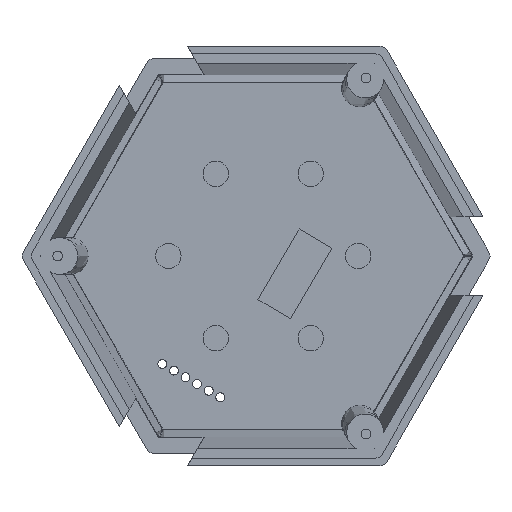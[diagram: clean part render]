
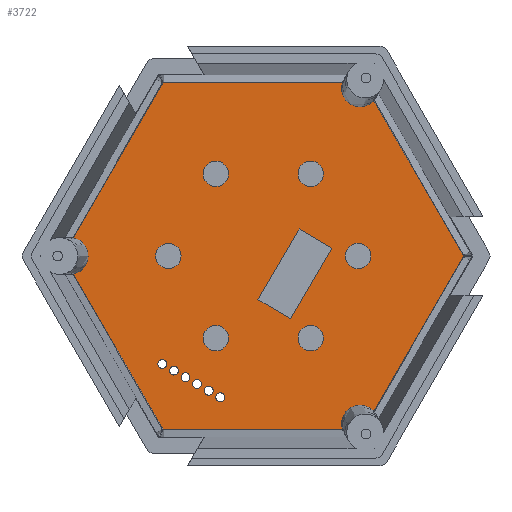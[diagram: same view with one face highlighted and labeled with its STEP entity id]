
A CAD part, front view. The second image highlights one B-rep face of the part: STEP entity #3722.
In plain terms, the highlighted planar face has unit normal (0, -1, 0).
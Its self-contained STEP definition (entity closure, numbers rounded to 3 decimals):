
#77=CIRCLE('',#3953,0.85);
#78=CIRCLE('',#3955,0.85);
#79=CIRCLE('',#3957,0.85);
#80=CIRCLE('',#3959,0.85);
#81=CIRCLE('',#3961,0.85);
#82=CIRCLE('',#3963,0.85);
#83=CIRCLE('',#3965,2.405);
#84=CIRCLE('',#3967,2.405);
#85=CIRCLE('',#3969,2.405);
#86=CIRCLE('',#3971,2.405);
#87=CIRCLE('',#3973,2.405);
#88=CIRCLE('',#3975,2.405);
#117=FACE_BOUND('',#553,.T.);
#118=FACE_BOUND('',#554,.T.);
#119=FACE_BOUND('',#555,.T.);
#120=FACE_BOUND('',#556,.T.);
#121=FACE_BOUND('',#557,.T.);
#122=FACE_BOUND('',#558,.T.);
#123=FACE_BOUND('',#559,.T.);
#124=FACE_BOUND('',#560,.T.);
#125=FACE_BOUND('',#561,.T.);
#126=FACE_BOUND('',#562,.T.);
#127=FACE_BOUND('',#563,.T.);
#128=FACE_BOUND('',#564,.T.);
#129=FACE_BOUND('',#565,.T.);
#332=FACE_OUTER_BOUND('',#552,.T.);
#552=EDGE_LOOP('',(#3314,#3315,#3316,#3317,#3318,#3319));
#553=EDGE_LOOP('',(#3320,#3321,#3322,#3323));
#554=EDGE_LOOP('',(#3324));
#555=EDGE_LOOP('',(#3325));
#556=EDGE_LOOP('',(#3326));
#557=EDGE_LOOP('',(#3327));
#558=EDGE_LOOP('',(#3328));
#559=EDGE_LOOP('',(#3329));
#560=EDGE_LOOP('',(#3330));
#561=EDGE_LOOP('',(#3331));
#562=EDGE_LOOP('',(#3332));
#563=EDGE_LOOP('',(#3333));
#564=EDGE_LOOP('',(#3334));
#565=EDGE_LOOP('',(#3335));
#594=LINE('',#5005,#1047);
#613=LINE('',#5042,#1066);
#654=LINE('',#5147,#1107);
#668=LINE('',#5174,#1121);
#709=LINE('',#5266,#1162);
#720=LINE('',#5286,#1173);
#776=LINE('',#5431,#1229);
#780=LINE('',#5439,#1233);
#783=LINE('',#5445,#1236);
#786=LINE('',#5450,#1239);
#1047=VECTOR('',#4032,10.);
#1066=VECTOR('',#4053,10.);
#1107=VECTOR('',#4138,10.);
#1121=VECTOR('',#4154,10.);
#1162=VECTOR('',#4227,10.);
#1173=VECTOR('',#4240,10.);
#1229=VECTOR('',#4374,10.);
#1233=VECTOR('',#4380,10.);
#1236=VECTOR('',#4385,10.);
#1239=VECTOR('',#4390,10.);
#1497=VERTEX_POINT('',#5002);
#1498=VERTEX_POINT('',#5004);
#1515=VERTEX_POINT('',#5040);
#1557=VERTEX_POINT('',#5145);
#1569=VERTEX_POINT('',#5172);
#1604=VERTEX_POINT('',#5264);
#1661=VERTEX_POINT('',#5429);
#1662=VERTEX_POINT('',#5430);
#1665=VERTEX_POINT('',#5438);
#1667=VERTEX_POINT('',#5444);
#1799=VERTEX_POINT('',#5947);
#1800=VERTEX_POINT('',#5951);
#1801=VERTEX_POINT('',#5955);
#1802=VERTEX_POINT('',#5959);
#1803=VERTEX_POINT('',#5963);
#1804=VERTEX_POINT('',#5967);
#1805=VERTEX_POINT('',#5971);
#1806=VERTEX_POINT('',#5975);
#1807=VERTEX_POINT('',#5979);
#1808=VERTEX_POINT('',#5983);
#1809=VERTEX_POINT('',#5987);
#1810=VERTEX_POINT('',#5991);
#1842=EDGE_CURVE('',#1497,#1498,#594,.T.);
#1861=EDGE_CURVE('',#1515,#1497,#613,.T.);
#1915=EDGE_CURVE('',#1557,#1515,#654,.T.);
#1929=EDGE_CURVE('',#1569,#1557,#668,.T.);
#1977=EDGE_CURVE('',#1604,#1569,#709,.T.);
#1988=EDGE_CURVE('',#1498,#1604,#720,.T.);
#2060=EDGE_CURVE('',#1661,#1662,#776,.T.);
#2064=EDGE_CURVE('',#1665,#1661,#780,.T.);
#2067=EDGE_CURVE('',#1667,#1665,#783,.T.);
#2070=EDGE_CURVE('',#1662,#1667,#786,.T.);
#2289=EDGE_CURVE('',#1799,#1799,#77,.T.);
#2291=EDGE_CURVE('',#1800,#1800,#78,.T.);
#2293=EDGE_CURVE('',#1801,#1801,#79,.T.);
#2295=EDGE_CURVE('',#1802,#1802,#80,.T.);
#2297=EDGE_CURVE('',#1803,#1803,#81,.T.);
#2299=EDGE_CURVE('',#1804,#1804,#82,.T.);
#2300=EDGE_CURVE('',#1805,#1805,#83,.T.);
#2302=EDGE_CURVE('',#1806,#1806,#84,.T.);
#2304=EDGE_CURVE('',#1807,#1807,#85,.T.);
#2306=EDGE_CURVE('',#1808,#1808,#86,.T.);
#2308=EDGE_CURVE('',#1809,#1809,#87,.T.);
#2310=EDGE_CURVE('',#1810,#1810,#88,.T.);
#3314=ORIENTED_EDGE('',*,*,#1988,.F.);
#3315=ORIENTED_EDGE('',*,*,#1842,.F.);
#3316=ORIENTED_EDGE('',*,*,#1861,.F.);
#3317=ORIENTED_EDGE('',*,*,#1915,.F.);
#3318=ORIENTED_EDGE('',*,*,#1929,.F.);
#3319=ORIENTED_EDGE('',*,*,#1977,.F.);
#3320=ORIENTED_EDGE('',*,*,#2060,.T.);
#3321=ORIENTED_EDGE('',*,*,#2070,.T.);
#3322=ORIENTED_EDGE('',*,*,#2067,.T.);
#3323=ORIENTED_EDGE('',*,*,#2064,.T.);
#3324=ORIENTED_EDGE('',*,*,#2310,.T.);
#3325=ORIENTED_EDGE('',*,*,#2308,.T.);
#3326=ORIENTED_EDGE('',*,*,#2306,.T.);
#3327=ORIENTED_EDGE('',*,*,#2304,.T.);
#3328=ORIENTED_EDGE('',*,*,#2302,.T.);
#3329=ORIENTED_EDGE('',*,*,#2300,.T.);
#3330=ORIENTED_EDGE('',*,*,#2299,.T.);
#3331=ORIENTED_EDGE('',*,*,#2297,.T.);
#3332=ORIENTED_EDGE('',*,*,#2295,.T.);
#3333=ORIENTED_EDGE('',*,*,#2293,.T.);
#3334=ORIENTED_EDGE('',*,*,#2291,.T.);
#3335=ORIENTED_EDGE('',*,*,#2289,.T.);
#3528=PLANE('',#3987);
#3722=ADVANCED_FACE('',(#332,#117,#118,#119,#120,#121,#122,#123,#124,#125,
#126,#127,#128,#129),#3528,.F.);
#3953=AXIS2_PLACEMENT_3D('',#5949,#4837,#4838);
#3955=AXIS2_PLACEMENT_3D('',#5953,#4842,#4843);
#3957=AXIS2_PLACEMENT_3D('',#5957,#4847,#4848);
#3959=AXIS2_PLACEMENT_3D('',#5961,#4852,#4853);
#3961=AXIS2_PLACEMENT_3D('',#5965,#4857,#4858);
#3963=AXIS2_PLACEMENT_3D('',#5969,#4862,#4863);
#3965=AXIS2_PLACEMENT_3D('',#5972,#4866,#4867);
#3967=AXIS2_PLACEMENT_3D('',#5976,#4871,#4872);
#3969=AXIS2_PLACEMENT_3D('',#5980,#4876,#4877);
#3971=AXIS2_PLACEMENT_3D('',#5984,#4881,#4882);
#3973=AXIS2_PLACEMENT_3D('',#5988,#4886,#4887);
#3975=AXIS2_PLACEMENT_3D('',#5992,#4891,#4892);
#3987=AXIS2_PLACEMENT_3D('',#6049,#4932,#4933);
#4032=DIRECTION('',(1.,0.,0.));
#4053=DIRECTION('',(0.5,0.,0.866));
#4138=DIRECTION('',(-0.5,0.,0.866));
#4154=DIRECTION('',(-1.,0.,0.));
#4227=DIRECTION('',(-0.5,0.,-0.866));
#4240=DIRECTION('',(0.5,0.,-0.866));
#4374=DIRECTION('',(0.864,0.,-0.504));
#4380=DIRECTION('',(0.504,0.,0.864));
#4385=DIRECTION('',(-0.864,0.,0.504));
#4390=DIRECTION('',(-0.504,0.,-0.864));
#4837=DIRECTION('center_axis',(0.,1.,0.));
#4838=DIRECTION('ref_axis',(-1.,0.,0.));
#4842=DIRECTION('center_axis',(0.,1.,0.));
#4843=DIRECTION('ref_axis',(-1.,0.,0.));
#4847=DIRECTION('center_axis',(0.,1.,0.));
#4848=DIRECTION('ref_axis',(-1.,0.,0.));
#4852=DIRECTION('center_axis',(0.,1.,0.));
#4853=DIRECTION('ref_axis',(-1.,0.,0.));
#4857=DIRECTION('center_axis',(0.,1.,0.));
#4858=DIRECTION('ref_axis',(-1.,0.,0.));
#4862=DIRECTION('center_axis',(0.,1.,0.));
#4863=DIRECTION('ref_axis',(-1.,0.,0.));
#4866=DIRECTION('center_axis',(0.,1.,0.));
#4867=DIRECTION('ref_axis',(-1.,0.,0.));
#4871=DIRECTION('center_axis',(0.,1.,0.));
#4872=DIRECTION('ref_axis',(-0.5,0.,0.866));
#4876=DIRECTION('center_axis',(0.,1.,0.));
#4877=DIRECTION('ref_axis',(0.5,0.,0.866));
#4881=DIRECTION('center_axis',(0.,1.,0.));
#4882=DIRECTION('ref_axis',(1.,0.,0.));
#4886=DIRECTION('center_axis',(0.,1.,0.));
#4887=DIRECTION('ref_axis',(0.5,0.,-0.866));
#4891=DIRECTION('center_axis',(0.,1.,0.));
#4892=DIRECTION('ref_axis',(-0.5,0.,-0.866));
#4932=DIRECTION('center_axis',(0.,1.,0.));
#4933=DIRECTION('ref_axis',(0.,0.,1.));
#5002=CARTESIAN_POINT('',(-18.987,29.,32.886));
#5004=CARTESIAN_POINT('',(18.987,29.,32.886));
#5005=CARTESIAN_POINT('',(-11.5,29.,32.886));
#5040=CARTESIAN_POINT('',(-37.973,29.,0.));
#5042=CARTESIAN_POINT('',(-34.23,29.,6.484));
#5145=CARTESIAN_POINT('',(-18.987,29.,-32.886));
#5147=CARTESIAN_POINT('',(-22.73,29.,-26.402));
#5172=CARTESIAN_POINT('',(18.987,29.,-32.886));
#5174=CARTESIAN_POINT('',(11.5,29.,-32.886));
#5264=CARTESIAN_POINT('',(37.973,29.,0.));
#5266=CARTESIAN_POINT('',(34.23,29.,-6.484));
#5286=CARTESIAN_POINT('',(22.73,29.,26.402));
#5429=CARTESIAN_POINT('',(6.789,29.,5.123));
#5430=CARTESIAN_POINT('',(13.,29.,1.5));
#5431=CARTESIAN_POINT('',(5.371,29.,5.95));
#5438=CARTESIAN_POINT('',(-1.023,29.,-8.269));
#5439=CARTESIAN_POINT('',(0.907,29.,-4.962));
#5444=CARTESIAN_POINT('',(5.188,29.,-11.892));
#5445=CARTESIAN_POINT('',(0.665,29.,-9.253));
#5450=CARTESIAN_POINT('',(11.023,29.,-1.889));
#5947=CARTESIAN_POINT('',(-7.301,29.,-26.817));
#5949=CARTESIAN_POINT('Origin',(-8.151,29.,-26.817));
#5951=CARTESIAN_POINT('',(-16.1,29.,-21.737));
#5953=CARTESIAN_POINT('Origin',(-16.95,29.,-21.737));
#5955=CARTESIAN_POINT('',(-13.9,29.,-23.007));
#5957=CARTESIAN_POINT('Origin',(-14.75,29.,-23.007));
#5959=CARTESIAN_POINT('',(-9.5,29.,-25.547));
#5961=CARTESIAN_POINT('Origin',(-10.35,29.,-25.547));
#5963=CARTESIAN_POINT('',(-18.299,29.,-20.467));
#5965=CARTESIAN_POINT('Origin',(-19.149,29.,-20.467));
#5967=CARTESIAN_POINT('',(-11.7,29.,-24.277));
#5969=CARTESIAN_POINT('Origin',(-12.55,29.,-24.277));
#5971=CARTESIAN_POINT('',(-6.595,29.,-15.588));
#5972=CARTESIAN_POINT('Origin',(-9.,29.,-15.588));
#5975=CARTESIAN_POINT('',(-16.798,29.,-2.083));
#5976=CARTESIAN_POINT('Origin',(-18.,29.,0.));
#5979=CARTESIAN_POINT('',(-10.203,29.,13.506));
#5980=CARTESIAN_POINT('Origin',(-9.,29.,15.588));
#5983=CARTESIAN_POINT('',(6.595,29.,15.588));
#5984=CARTESIAN_POINT('Origin',(9.,29.,15.588));
#5987=CARTESIAN_POINT('',(16.798,29.,2.083));
#5988=CARTESIAN_POINT('Origin',(18.,29.,0.));
#5991=CARTESIAN_POINT('',(10.203,29.,-13.506));
#5992=CARTESIAN_POINT('Origin',(9.,29.,-15.588));
#6049=CARTESIAN_POINT('Origin',(0.,29.,0.));
